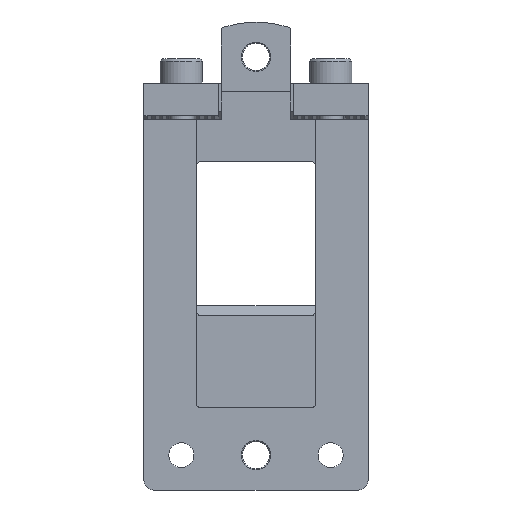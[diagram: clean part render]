
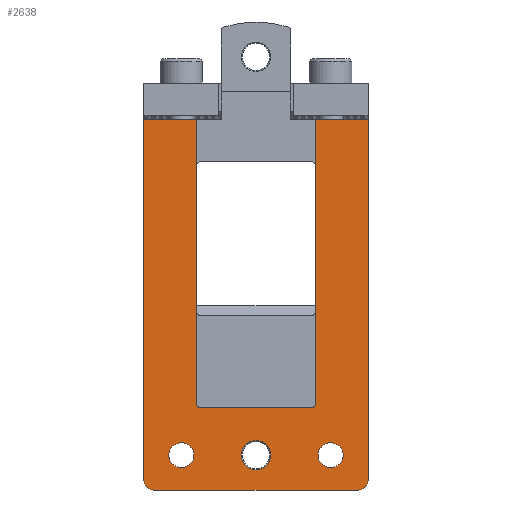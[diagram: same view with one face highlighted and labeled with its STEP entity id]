
A CAD part, front view. The second image highlights one B-rep face of the part: STEP entity #2638.
In plain terms, the highlighted planar face has unit normal (0, -1, 0).
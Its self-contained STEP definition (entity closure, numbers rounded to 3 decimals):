
#140=LINE('',#3989,#387);
#141=LINE('',#3992,#388);
#142=LINE('',#3994,#389);
#143=LINE('',#3998,#390);
#144=LINE('',#4002,#391);
#145=LINE('',#4004,#392);
#146=LINE('',#4006,#393);
#147=LINE('',#4010,#394);
#387=VECTOR('',#3150,1000.);
#388=VECTOR('',#3151,1000.);
#389=VECTOR('',#3152,1000.);
#390=VECTOR('',#3155,1000.);
#391=VECTOR('',#3158,1000.);
#392=VECTOR('',#3159,1000.);
#393=VECTOR('',#3160,1000.);
#394=VECTOR('',#3163,1000.);
#634=ORIENTED_EDGE('',*,*,#1388,.T.);
#635=ORIENTED_EDGE('',*,*,#1389,.T.);
#636=ORIENTED_EDGE('',*,*,#1390,.F.);
#637=ORIENTED_EDGE('',*,*,#1391,.T.);
#638=ORIENTED_EDGE('',*,*,#1392,.F.);
#639=ORIENTED_EDGE('',*,*,#1393,.T.);
#640=ORIENTED_EDGE('',*,*,#1394,.F.);
#641=ORIENTED_EDGE('',*,*,#1395,.F.);
#642=ORIENTED_EDGE('',*,*,#1396,.F.);
#643=ORIENTED_EDGE('',*,*,#1397,.F.);
#644=ORIENTED_EDGE('',*,*,#1398,.F.);
#645=ORIENTED_EDGE('',*,*,#1399,.T.);
#646=ORIENTED_EDGE('',*,*,#1400,.T.);
#647=ORIENTED_EDGE('',*,*,#1401,.T.);
#648=ORIENTED_EDGE('',*,*,#1402,.T.);
#1388=EDGE_CURVE('',#1765,#1765,#2012,.T.);
#1389=EDGE_CURVE('',#1766,#1766,#2013,.T.);
#1390=EDGE_CURVE('',#1767,#1767,#2014,.T.);
#1391=EDGE_CURVE('',#1768,#1769,#140,.T.);
#1392=EDGE_CURVE('',#1770,#1769,#141,.T.);
#1393=EDGE_CURVE('',#1770,#1771,#142,.T.);
#1394=EDGE_CURVE('',#1772,#1771,#2015,.T.);
#1395=EDGE_CURVE('',#1773,#1772,#143,.T.);
#1396=EDGE_CURVE('',#1774,#1773,#2016,.T.);
#1397=EDGE_CURVE('',#1775,#1774,#144,.T.);
#1398=EDGE_CURVE('',#1776,#1775,#145,.T.);
#1399=EDGE_CURVE('',#1776,#1777,#146,.T.);
#1400=EDGE_CURVE('',#1777,#1778,#2017,.T.);
#1401=EDGE_CURVE('',#1778,#1779,#147,.T.);
#1402=EDGE_CURVE('',#1779,#1768,#2018,.T.);
#1765=VERTEX_POINT('',#3984);
#1766=VERTEX_POINT('',#3986);
#1767=VERTEX_POINT('',#3988);
#1768=VERTEX_POINT('',#3990);
#1769=VERTEX_POINT('',#3991);
#1770=VERTEX_POINT('',#3993);
#1771=VERTEX_POINT('',#3995);
#1772=VERTEX_POINT('',#3997);
#1773=VERTEX_POINT('',#3999);
#1774=VERTEX_POINT('',#4001);
#1775=VERTEX_POINT('',#4003);
#1776=VERTEX_POINT('',#4005);
#1777=VERTEX_POINT('',#4007);
#1778=VERTEX_POINT('',#4009);
#1779=VERTEX_POINT('',#4011);
#2012=CIRCLE('',#2845,2.5);
#2013=CIRCLE('',#2846,2.5);
#2014=CIRCLE('',#2847,2.95);
#2015=CIRCLE('',#2848,2.);
#2016=CIRCLE('',#2849,2.);
#2017=CIRCLE('',#2850,1.);
#2018=CIRCLE('',#2851,1.);
#2096=EDGE_LOOP('',(#634));
#2097=EDGE_LOOP('',(#635));
#2098=EDGE_LOOP('',(#636));
#2099=EDGE_LOOP('',(#637,#638,#639,#640,#641,#642,#643,#644,#645,#646,#647,
#648));
#2307=FACE_BOUND('',#2096,.T.);
#2308=FACE_BOUND('',#2097,.T.);
#2309=FACE_BOUND('',#2098,.T.);
#2310=FACE_BOUND('',#2099,.T.);
#2521=PLANE('',#2844);
#2638=ADVANCED_FACE('',(#2307,#2308,#2309,#2310),#2521,.F.);
#2844=AXIS2_PLACEMENT_3D('',#3982,#3142,#3143);
#2845=AXIS2_PLACEMENT_3D('',#3983,#3144,#3145);
#2846=AXIS2_PLACEMENT_3D('',#3985,#3146,#3147);
#2847=AXIS2_PLACEMENT_3D('',#3987,#3148,#3149);
#2848=AXIS2_PLACEMENT_3D('',#3996,#3153,#3154);
#2849=AXIS2_PLACEMENT_3D('',#4000,#3156,#3157);
#2850=AXIS2_PLACEMENT_3D('',#4008,#3161,#3162);
#2851=AXIS2_PLACEMENT_3D('',#4012,#3164,#3165);
#3142=DIRECTION('',(0.,1.,0.));
#3143=DIRECTION('',(0.,0.,1.));
#3144=DIRECTION('',(0.,1.,0.));
#3145=DIRECTION('',(0.,0.,1.));
#3146=DIRECTION('',(0.,1.,0.));
#3147=DIRECTION('',(0.,0.,1.));
#3148=DIRECTION('',(0.,-1.,0.));
#3149=DIRECTION('',(0.,0.,-1.));
#3150=DIRECTION('',(0.,0.,1.));
#3151=DIRECTION('',(1.,0.,0.));
#3152=DIRECTION('',(0.,0.,-1.));
#3153=DIRECTION('',(0.,1.,0.));
#3154=DIRECTION('',(1.,0.,0.));
#3155=DIRECTION('',(-1.,0.,0.));
#3156=DIRECTION('',(0.,1.,0.));
#3157=DIRECTION('',(1.,0.,0.));
#3158=DIRECTION('',(0.,0.,-1.));
#3159=DIRECTION('',(1.,0.,0.));
#3160=DIRECTION('',(0.,0.,-1.));
#3161=DIRECTION('',(0.,1.,0.));
#3162=DIRECTION('',(1.,0.,0.));
#3163=DIRECTION('',(-1.,0.,0.));
#3164=DIRECTION('',(0.,1.,0.));
#3165=DIRECTION('',(1.,0.,0.));
#3982=CARTESIAN_POINT('',(22.5,0.,0.));
#3983=CARTESIAN_POINT('',(15.,0.,-87.));
#3984=CARTESIAN_POINT('',(15.,0.,-84.5));
#3985=CARTESIAN_POINT('',(-15.,0.,-87.));
#3986=CARTESIAN_POINT('',(-15.,0.,-84.5));
#3987=CARTESIAN_POINT('',(0.,0.,-87.));
#3988=CARTESIAN_POINT('',(0.,0.,-89.95));
#3989=CARTESIAN_POINT('',(-12.,0.,-76.5));
#3990=CARTESIAN_POINT('',(-12.,0.,-76.5));
#3991=CARTESIAN_POINT('',(-12.,0.,-19.6));
#3992=CARTESIAN_POINT('',(-22.5,0.,-19.6));
#3993=CARTESIAN_POINT('',(-22.5,0.,-19.6));
#3994=CARTESIAN_POINT('',(-22.5,0.,0.));
#3995=CARTESIAN_POINT('',(-22.5,0.,-92.));
#3996=CARTESIAN_POINT('',(-20.5,0.,-92.));
#3997=CARTESIAN_POINT('',(-20.5,0.,-94.));
#3998=CARTESIAN_POINT('',(22.5,0.,-94.));
#3999=CARTESIAN_POINT('',(20.5,0.,-94.));
#4000=CARTESIAN_POINT('',(20.5,0.,-92.));
#4001=CARTESIAN_POINT('',(22.5,0.,-92.));
#4002=CARTESIAN_POINT('',(22.5,0.,0.));
#4003=CARTESIAN_POINT('',(22.5,0.,-19.6));
#4004=CARTESIAN_POINT('',(7.,0.,-19.6));
#4005=CARTESIAN_POINT('',(12.,0.,-19.6));
#4006=CARTESIAN_POINT('',(12.,0.,-29.));
#4007=CARTESIAN_POINT('',(12.,0.,-76.5));
#4008=CARTESIAN_POINT('',(11.,0.,-76.5));
#4009=CARTESIAN_POINT('',(11.,0.,-77.5));
#4010=CARTESIAN_POINT('',(11.,0.,-77.5));
#4011=CARTESIAN_POINT('',(-11.,0.,-77.5));
#4012=CARTESIAN_POINT('',(-11.,0.,-76.5));
